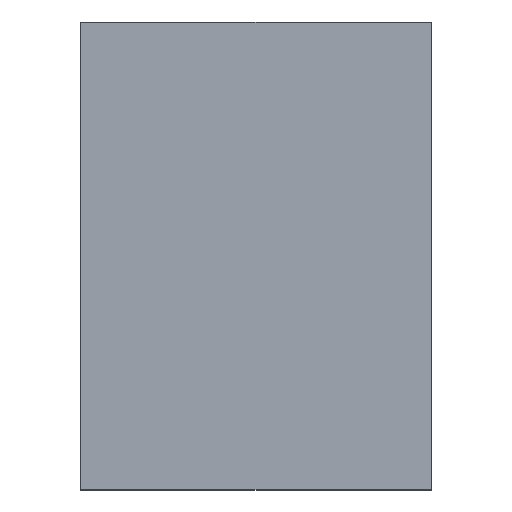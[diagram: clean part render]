
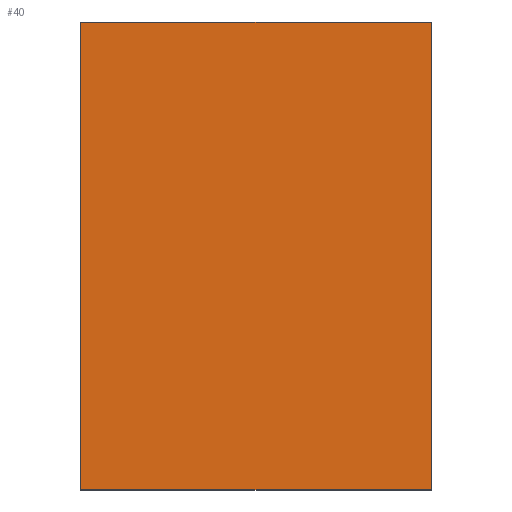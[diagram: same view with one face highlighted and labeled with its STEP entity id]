
A CAD part, top view. The second image highlights one B-rep face of the part: STEP entity #40.
In plain terms, the highlighted planar face has unit normal (0, 0, 1).
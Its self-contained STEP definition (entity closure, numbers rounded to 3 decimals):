
#10 = VERTEX_POINT ( 'NONE', #66 ) ;
#17 = VERTEX_POINT ( 'NONE', #115 ) ;
#23 = EDGE_CURVE ( 'NONE', #10, #25, #105, .T. ) ;
#25 = VERTEX_POINT ( 'NONE', #101 ) ;
#28 = EDGE_CURVE ( 'NONE', #17, #10, #100, .T. ) ;
#38 = EDGE_CURVE ( 'NONE', #54, #17, #86, .T. ) ;
#40 = ADVANCED_FACE ( 'NONE', ( #147 ), #145, .T. ) ;
#41 = EDGE_LOOP ( 'NONE', ( #42, #43, #44, #45 ) ) ;
#42 = ORIENTED_EDGE ( 'NONE', *, *, #28, .T. ) ;
#43 = ORIENTED_EDGE ( 'NONE', *, *, #23, .T. ) ;
#44 = ORIENTED_EDGE ( 'NONE', *, *, #56, .T. ) ;
#45 = ORIENTED_EDGE ( 'NONE', *, *, #38, .T. ) ;
#54 = VERTEX_POINT ( 'NONE', #126 ) ;
#56 = EDGE_CURVE ( 'NONE', #25, #54, #125, .T. ) ;
#66 = CARTESIAN_POINT ( 'NONE',  ( -54.496, 2.829, 3.175 ) ) ;
#86 = LINE ( 'NONE', #150, #149 ) ;
#97 = DIRECTION ( 'NONE',  ( 0., -1., 0. ) ) ;
#98 = VECTOR ( 'NONE', #97, 1000. ) ;
#99 = CARTESIAN_POINT ( 'NONE',  ( -54.496, 28.229, 3.175 ) ) ;
#100 = LINE ( 'NONE', #99, #98 ) ;
#101 = CARTESIAN_POINT ( 'NONE',  ( -35.446, 2.829, 3.175 ) ) ;
#102 = DIRECTION ( 'NONE',  ( 1., 0., 0. ) ) ;
#103 = VECTOR ( 'NONE', #102, 1000. ) ;
#104 = CARTESIAN_POINT ( 'NONE',  ( -54.496, 2.829, 3.175 ) ) ;
#105 = LINE ( 'NONE', #104, #103 ) ;
#115 = CARTESIAN_POINT ( 'NONE',  ( -54.496, 28.229, 3.175 ) ) ;
#122 = DIRECTION ( 'NONE',  ( 0., 1., 0. ) ) ;
#123 = VECTOR ( 'NONE', #122, 1000. ) ;
#124 = CARTESIAN_POINT ( 'NONE',  ( -35.446, 28.229, 3.175 ) ) ;
#125 = LINE ( 'NONE', #124, #123 ) ;
#126 = CARTESIAN_POINT ( 'NONE',  ( -35.446, 28.229, 3.175 ) ) ;
#141 = DIRECTION ( 'NONE',  ( 1., 0., 0. ) ) ;
#142 = DIRECTION ( 'NONE',  ( 0., 0., 1. ) ) ;
#143 = CARTESIAN_POINT ( 'NONE',  ( -54.496, 2.829, 3.175 ) ) ;
#144 = AXIS2_PLACEMENT_3D ( 'NONE', #143, #142, #141 ) ;
#145 = PLANE ( 'NONE',  #144 ) ;
#147 = FACE_OUTER_BOUND ( 'NONE', #41, .T. ) ;
#148 = DIRECTION ( 'NONE',  ( -1., 0., 0. ) ) ;
#149 = VECTOR ( 'NONE', #148, 1000. ) ;
#150 = CARTESIAN_POINT ( 'NONE',  ( -54.496, 28.229, 3.175 ) ) ;
